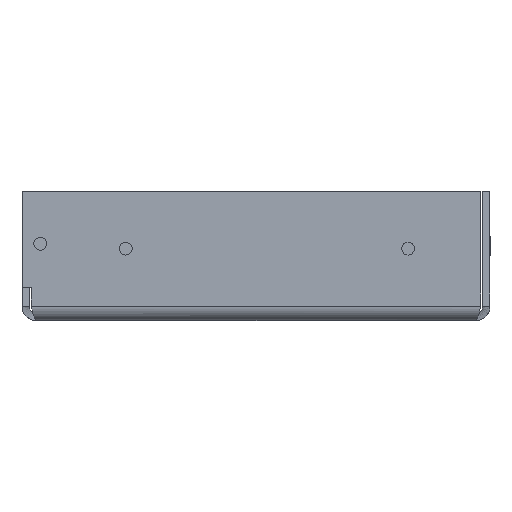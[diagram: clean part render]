
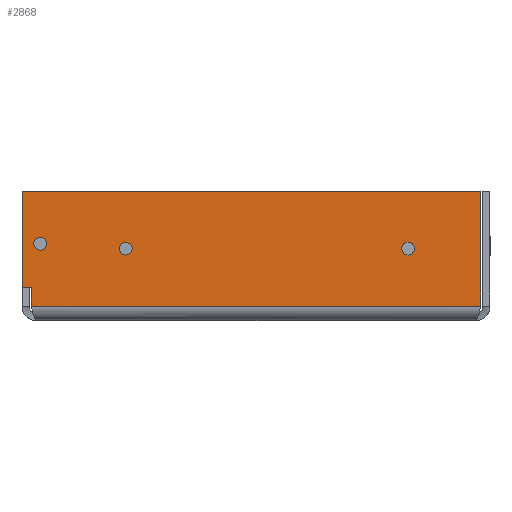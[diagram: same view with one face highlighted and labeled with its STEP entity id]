
A CAD part, left-side view. The second image highlights one B-rep face of the part: STEP entity #2868.
In plain terms, the highlighted planar face has unit normal (-1, 0, 0).
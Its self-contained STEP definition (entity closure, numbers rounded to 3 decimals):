
#19 = AXIS2_PLACEMENT_3D ( 'NONE', #3823, #547, #2024 ) ;
#36 = DIRECTION ( 'NONE',  ( 0., -1., 0. ) ) ;
#85 = EDGE_CURVE ( 'NONE', #3663, #4565, #3882, .T. ) ;
#128 = CARTESIAN_POINT ( 'NONE',  ( -349., 71.5, 37.5 ) ) ;
#205 = FACE_BOUND ( 'NONE', #3198, .T. ) ;
#259 = CARTESIAN_POINT ( 'NONE',  ( -349., 71.5, 37.5 ) ) ;
#262 = CARTESIAN_POINT ( 'NONE',  ( -349., -83.5, 37.5 ) ) ;
#295 = CARTESIAN_POINT ( 'NONE',  ( -349., -123.5, 69. ) ) ;
#425 = DIRECTION ( 'NONE',  ( -1., 0., 0. ) ) ;
#547 = DIRECTION ( 'NONE',  ( 1., 0., 0. ) ) ;
#639 = LINE ( 'NONE', #2118, #3340 ) ;
#651 = ORIENTED_EDGE ( 'NONE', *, *, #4647, .F. ) ;
#652 = CARTESIAN_POINT ( 'NONE',  ( -349., 123.5, 6. ) ) ;
#667 = EDGE_LOOP ( 'NONE', ( #651, #1277 ) ) ;
#712 = DIRECTION ( 'NONE',  ( 0., 1., 0. ) ) ;
#730 = LINE ( 'NONE', #1231, #1560 ) ;
#798 = VECTOR ( 'NONE', #36, 1000. ) ;
#811 = CARTESIAN_POINT ( 'NONE',  ( -349., 123.5, 16. ) ) ;
#823 = CARTESIAN_POINT ( 'NONE',  ( -349., 118.5, 43.7 ) ) ;
#870 = CIRCLE ( 'NONE', #2720, 3.5 ) ;
#875 = DIRECTION ( 'NONE',  ( 0., 0., 1. ) ) ;
#890 = EDGE_CURVE ( 'NONE', #1438, #4699, #2479, .T. ) ;
#910 = EDGE_CURVE ( 'NONE', #4565, #3663, #1092, .T. ) ;
#975 = CARTESIAN_POINT ( 'NONE',  ( -349., -123.5, 0. ) ) ;
#984 = DIRECTION ( 'NONE',  ( 0., 0., -1. ) ) ;
#1092 = CIRCLE ( 'NONE', #1548, 3.5 ) ;
#1113 = CIRCLE ( 'NONE', #3095, 3.5 ) ;
#1121 = ORIENTED_EDGE ( 'NONE', *, *, #910, .F. ) ;
#1231 = CARTESIAN_POINT ( 'NONE',  ( -349., 123.5, 0. ) ) ;
#1261 = CARTESIAN_POINT ( 'NONE',  ( -349., -83.5, 34. ) ) ;
#1277 = ORIENTED_EDGE ( 'NONE', *, *, #4260, .F. ) ;
#1283 = PLANE ( 'NONE',  #19 ) ;
#1316 = CARTESIAN_POINT ( 'NONE',  ( -349., -83.5, 41. ) ) ;
#1358 = VERTEX_POINT ( 'NONE', #2290 ) ;
#1438 = VERTEX_POINT ( 'NONE', #823 ) ;
#1548 = AXIS2_PLACEMENT_3D ( 'NONE', #262, #2873, #1797 ) ;
#1549 = DIRECTION ( 'NONE',  ( -1., 0., 0. ) ) ;
#1560 = VECTOR ( 'NONE', #3822, 1000. ) ;
#1610 = VERTEX_POINT ( 'NONE', #4320 ) ;
#1611 = ORIENTED_EDGE ( 'NONE', *, *, #85, .F. ) ;
#1662 = DIRECTION ( 'NONE',  ( 0., 0., 1. ) ) ;
#1735 = CARTESIAN_POINT ( 'NONE',  ( -349., -123.5, 6. ) ) ;
#1748 = EDGE_LOOP ( 'NONE', ( #1884, #2215, #2203, #2988, #3084, #4090 ) ) ;
#1751 = CARTESIAN_POINT ( 'NONE',  ( -349., 118.5, 40.2 ) ) ;
#1797 = DIRECTION ( 'NONE',  ( 0., 0., 1. ) ) ;
#1884 = ORIENTED_EDGE ( 'NONE', *, *, #2812, .F. ) ;
#2024 = DIRECTION ( 'NONE',  ( 0., 0., -1. ) ) ;
#2104 = LINE ( 'NONE', #652, #2566 ) ;
#2118 = CARTESIAN_POINT ( 'NONE',  ( -349., 128.5, 69. ) ) ;
#2140 = EDGE_CURVE ( 'NONE', #4071, #2886, #2146, .T. ) ;
#2146 = LINE ( 'NONE', #3937, #2182 ) ;
#2157 = DIRECTION ( 'NONE',  ( -1., 0., 0. ) ) ;
#2160 = DIRECTION ( 'NONE',  ( -1., 0., 0. ) ) ;
#2182 = VECTOR ( 'NONE', #712, 1000. ) ;
#2192 = EDGE_CURVE ( 'NONE', #1358, #4265, #730, .T. ) ;
#2203 = ORIENTED_EDGE ( 'NONE', *, *, #2140, .T. ) ;
#2213 = LINE ( 'NONE', #811, #798 ) ;
#2215 = ORIENTED_EDGE ( 'NONE', *, *, #2805, .T. ) ;
#2251 = CARTESIAN_POINT ( 'NONE',  ( -349., 118.5, 40.2 ) ) ;
#2290 = CARTESIAN_POINT ( 'NONE',  ( -349., 123.5, 16. ) ) ;
#2419 = FACE_BOUND ( 'NONE', #2825, .T. ) ;
#2447 = DIRECTION ( 'NONE',  ( 0., 0., 1. ) ) ;
#2479 = CIRCLE ( 'NONE', #4431, 3.5 ) ;
#2493 = CARTESIAN_POINT ( 'NONE',  ( -349., 118.5, 36.7 ) ) ;
#2539 = AXIS2_PLACEMENT_3D ( 'NONE', #3707, #425, #1662 ) ;
#2566 = VECTOR ( 'NONE', #3871, 1000. ) ;
#2652 = AXIS2_PLACEMENT_3D ( 'NONE', #128, #3832, #875 ) ;
#2720 = AXIS2_PLACEMENT_3D ( 'NONE', #259, #2157, #3596 ) ;
#2740 = CARTESIAN_POINT ( 'NONE',  ( -349., 123.5, 6. ) ) ;
#2763 = CARTESIAN_POINT ( 'NONE',  ( -349., 71.5, 34. ) ) ;
#2805 = EDGE_CURVE ( 'NONE', #4098, #4071, #3131, .T. ) ;
#2812 = EDGE_CURVE ( 'NONE', #4098, #4265, #2104, .T. ) ;
#2825 = EDGE_LOOP ( 'NONE', ( #3303, #4470 ) ) ;
#2868 = ADVANCED_FACE ( 'NONE', ( #2419, #205, #3867, #4614 ), #1283, .F. ) ;
#2873 = DIRECTION ( 'NONE',  ( -1., 0., 0. ) ) ;
#2886 = VERTEX_POINT ( 'NONE', #3519 ) ;
#2988 = ORIENTED_EDGE ( 'NONE', *, *, #3958, .T. ) ;
#3084 = ORIENTED_EDGE ( 'NONE', *, *, #3251, .T. ) ;
#3095 = AXIS2_PLACEMENT_3D ( 'NONE', #2251, #1549, #4044 ) ;
#3131 = LINE ( 'NONE', #975, #3996 ) ;
#3198 = EDGE_LOOP ( 'NONE', ( #1611, #1121 ) ) ;
#3251 = EDGE_CURVE ( 'NONE', #3495, #1358, #2213, .T. ) ;
#3303 = ORIENTED_EDGE ( 'NONE', *, *, #890, .F. ) ;
#3330 = CIRCLE ( 'NONE', #2652, 3.5 ) ;
#3340 = VECTOR ( 'NONE', #984, 1000. ) ;
#3495 = VERTEX_POINT ( 'NONE', #3763 ) ;
#3519 = CARTESIAN_POINT ( 'NONE',  ( -349., 128.5, 69. ) ) ;
#3596 = DIRECTION ( 'NONE',  ( 0., 0., 1. ) ) ;
#3663 = VERTEX_POINT ( 'NONE', #1316 ) ;
#3707 = CARTESIAN_POINT ( 'NONE',  ( -349., -83.5, 37.5 ) ) ;
#3763 = CARTESIAN_POINT ( 'NONE',  ( -349., 128.5, 16. ) ) ;
#3764 = VERTEX_POINT ( 'NONE', #2763 ) ;
#3822 = DIRECTION ( 'NONE',  ( 0., 0., -1. ) ) ;
#3823 = CARTESIAN_POINT ( 'NONE',  ( -349., 0., 0. ) ) ;
#3832 = DIRECTION ( 'NONE',  ( -1., 0., 0. ) ) ;
#3867 = FACE_BOUND ( 'NONE', #667, .T. ) ;
#3871 = DIRECTION ( 'NONE',  ( 0., 1., 0. ) ) ;
#3882 = CIRCLE ( 'NONE', #2539, 3.5 ) ;
#3937 = CARTESIAN_POINT ( 'NONE',  ( -349., 0., 69. ) ) ;
#3958 = EDGE_CURVE ( 'NONE', #2886, #3495, #639, .T. ) ;
#3996 = VECTOR ( 'NONE', #2447, 1000. ) ;
#4044 = DIRECTION ( 'NONE',  ( 0., 0., 1. ) ) ;
#4071 = VERTEX_POINT ( 'NONE', #295 ) ;
#4090 = ORIENTED_EDGE ( 'NONE', *, *, #2192, .T. ) ;
#4098 = VERTEX_POINT ( 'NONE', #1735 ) ;
#4260 = EDGE_CURVE ( 'NONE', #3764, #1610, #3330, .T. ) ;
#4265 = VERTEX_POINT ( 'NONE', #2740 ) ;
#4320 = CARTESIAN_POINT ( 'NONE',  ( -349., 71.5, 41. ) ) ;
#4431 = AXIS2_PLACEMENT_3D ( 'NONE', #1751, #2160, #4696 ) ;
#4456 = EDGE_CURVE ( 'NONE', #4699, #1438, #1113, .T. ) ;
#4470 = ORIENTED_EDGE ( 'NONE', *, *, #4456, .F. ) ;
#4565 = VERTEX_POINT ( 'NONE', #1261 ) ;
#4614 = FACE_OUTER_BOUND ( 'NONE', #1748, .T. ) ;
#4647 = EDGE_CURVE ( 'NONE', #1610, #3764, #870, .T. ) ;
#4696 = DIRECTION ( 'NONE',  ( 0., 0., 1. ) ) ;
#4699 = VERTEX_POINT ( 'NONE', #2493 ) ;
